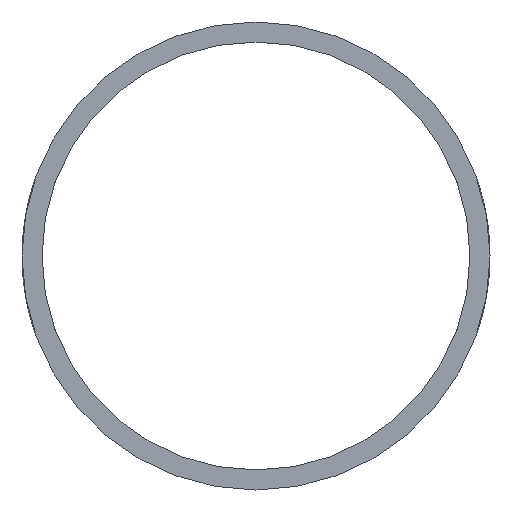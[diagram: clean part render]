
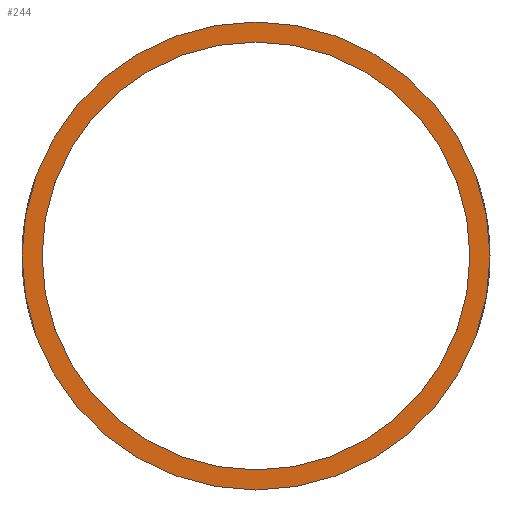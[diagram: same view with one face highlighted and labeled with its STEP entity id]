
A CAD part, left-side view. The second image highlights one B-rep face of the part: STEP entity #244.
In plain terms, the highlighted planar face has unit normal (-1, 0, 0).
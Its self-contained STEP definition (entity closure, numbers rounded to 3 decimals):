
#31 = VERTEX_POINT ( 'NONE', #543 ) ;
#65 = DIRECTION ( 'NONE',  ( 0., 0., -1. ) ) ;
#95 = CARTESIAN_POINT ( 'NONE',  ( 0., 0., 0. ) ) ;
#106 = CARTESIAN_POINT ( 'NONE',  ( 0., 0., 0. ) ) ;
#121 = AXIS2_PLACEMENT_3D ( 'NONE', #143, #210, #537 ) ;
#143 = CARTESIAN_POINT ( 'NONE',  ( 0., 0., 0. ) ) ;
#153 = PLANE ( 'NONE',  #499 ) ;
#156 = DIRECTION ( 'NONE',  ( 1., 0., 0. ) ) ;
#165 = CIRCLE ( 'NONE', #121, 32. ) ;
#175 = VERTEX_POINT ( 'NONE', #479 ) ;
#189 = CIRCLE ( 'NONE', #333, 35. ) ;
#194 = ORIENTED_EDGE ( 'NONE', *, *, #611, .F. ) ;
#207 = DIRECTION ( 'NONE',  ( 1., 0., 0. ) ) ;
#210 = DIRECTION ( 'NONE',  ( 1., 0., 0. ) ) ;
#215 = CIRCLE ( 'NONE', #570, 32. ) ;
#244 = ADVANCED_FACE ( 'NONE', ( #651, #428 ), #153, .F. ) ;
#256 = DIRECTION ( 'NONE',  ( 1., 0., 0. ) ) ;
#263 = DIRECTION ( 'NONE',  ( 0., 0., -1. ) ) ;
#296 = AXIS2_PLACEMENT_3D ( 'NONE', #518, #256, #65 ) ;
#306 = ORIENTED_EDGE ( 'NONE', *, *, #349, .F. ) ;
#319 = DIRECTION ( 'NONE',  ( 0., 0., -1. ) ) ;
#332 = EDGE_LOOP ( 'NONE', ( #194, #306 ) ) ;
#333 = AXIS2_PLACEMENT_3D ( 'NONE', #95, #207, #319 ) ;
#344 = VERTEX_POINT ( 'NONE', #410 ) ;
#349 = EDGE_CURVE ( 'NONE', #604, #31, #535, .T. ) ;
#372 = EDGE_CURVE ( 'NONE', #344, #175, #165, .T. ) ;
#385 = DIRECTION ( 'NONE',  ( 0., 0., -1. ) ) ;
#410 = CARTESIAN_POINT ( 'NONE',  ( 0., 0., 32. ) ) ;
#428 = FACE_BOUND ( 'NONE', #615, .T. ) ;
#479 = CARTESIAN_POINT ( 'NONE',  ( 0., 0., -32. ) ) ;
#499 = AXIS2_PLACEMENT_3D ( 'NONE', #647, #156, #385 ) ;
#518 = CARTESIAN_POINT ( 'NONE',  ( 0., 0., 0. ) ) ;
#535 = CIRCLE ( 'NONE', #296, 35. ) ;
#537 = DIRECTION ( 'NONE',  ( 0., 0., -1. ) ) ;
#543 = CARTESIAN_POINT ( 'NONE',  ( 0., 0., 35. ) ) ;
#565 = ORIENTED_EDGE ( 'NONE', *, *, #372, .T. ) ;
#570 = AXIS2_PLACEMENT_3D ( 'NONE', #106, #689, #263 ) ;
#601 = EDGE_CURVE ( 'NONE', #175, #344, #215, .T. ) ;
#604 = VERTEX_POINT ( 'NONE', #699 ) ;
#611 = EDGE_CURVE ( 'NONE', #31, #604, #189, .T. ) ;
#615 = EDGE_LOOP ( 'NONE', ( #565, #668 ) ) ;
#647 = CARTESIAN_POINT ( 'NONE',  ( 0., 0., 0. ) ) ;
#651 = FACE_OUTER_BOUND ( 'NONE', #332, .T. ) ;
#668 = ORIENTED_EDGE ( 'NONE', *, *, #601, .T. ) ;
#689 = DIRECTION ( 'NONE',  ( 1., 0., 0. ) ) ;
#699 = CARTESIAN_POINT ( 'NONE',  ( 0., 0., -35. ) ) ;
